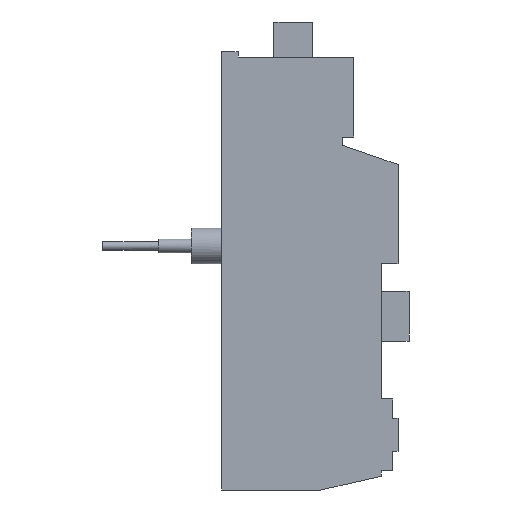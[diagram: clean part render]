
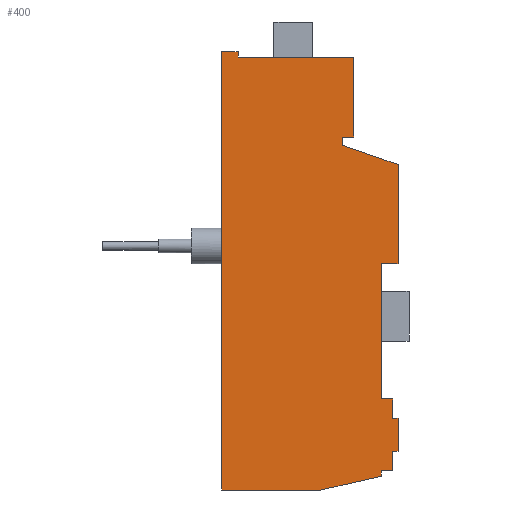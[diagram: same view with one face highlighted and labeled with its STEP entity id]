
A CAD part, left-side view. The second image highlights one B-rep face of the part: STEP entity #400.
In plain terms, the highlighted planar face has unit normal (-1, 0, 0).
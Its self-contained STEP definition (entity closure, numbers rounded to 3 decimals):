
#280=FACE_OUTER_BOUND('',#660,.T.);
#400=ADVANCED_FACE('',(#280),#519,.T.);
#519=PLANE('',#2566);
#660=EDGE_LOOP('',(#1159,#1160,#1161,#1162,#1163,#1164,#1165,#1166,#1167,
#1168,#1169,#1170,#1171,#1172,#1173,#1174,#1175,#1176,#1177,#1178,#1179));
#1159=ORIENTED_EDGE('',*,*,#1844,.F.);
#1160=ORIENTED_EDGE('',*,*,#1813,.F.);
#1161=ORIENTED_EDGE('',*,*,#1807,.F.);
#1162=ORIENTED_EDGE('',*,*,#1804,.F.);
#1163=ORIENTED_EDGE('',*,*,#1665,.F.);
#1164=ORIENTED_EDGE('',*,*,#1845,.F.);
#1165=ORIENTED_EDGE('',*,*,#1846,.F.);
#1166=ORIENTED_EDGE('',*,*,#1847,.F.);
#1167=ORIENTED_EDGE('',*,*,#1841,.F.);
#1168=ORIENTED_EDGE('',*,*,#1838,.F.);
#1169=ORIENTED_EDGE('',*,*,#1835,.F.);
#1170=ORIENTED_EDGE('',*,*,#1832,.F.);
#1171=ORIENTED_EDGE('',*,*,#1829,.F.);
#1172=ORIENTED_EDGE('',*,*,#1826,.F.);
#1173=ORIENTED_EDGE('',*,*,#1823,.F.);
#1174=ORIENTED_EDGE('',*,*,#1820,.F.);
#1175=ORIENTED_EDGE('',*,*,#1817,.F.);
#1176=ORIENTED_EDGE('',*,*,#1814,.F.);
#1177=ORIENTED_EDGE('',*,*,#1602,.F.);
#1178=ORIENTED_EDGE('',*,*,#1848,.F.);
#1179=ORIENTED_EDGE('',*,*,#1849,.F.);
#1380=VERTEX_POINT('',#3266);
#1381=VERTEX_POINT('',#3268);
#1437=VERTEX_POINT('',#3400);
#1438=VERTEX_POINT('',#3401);
#1521=VERTEX_POINT('',#3678);
#1523=VERTEX_POINT('',#3684);
#1526=VERTEX_POINT('',#3691);
#1527=VERTEX_POINT('',#3697);
#1529=VERTEX_POINT('',#3703);
#1531=VERTEX_POINT('',#3709);
#1533=VERTEX_POINT('',#3715);
#1535=VERTEX_POINT('',#3721);
#1537=VERTEX_POINT('',#3727);
#1539=VERTEX_POINT('',#3733);
#1541=VERTEX_POINT('',#3739);
#1543=VERTEX_POINT('',#3745);
#1545=VERTEX_POINT('',#3751);
#1547=VERTEX_POINT('',#3757);
#1548=VERTEX_POINT('',#3759);
#1549=VERTEX_POINT('',#3761);
#1550=VERTEX_POINT('',#3764);
#1602=EDGE_CURVE('',#1380,#1381,#1933,.T.);
#1665=EDGE_CURVE('',#1437,#1438,#1979,.T.);
#1804=EDGE_CURVE('',#1438,#1521,#2099,.T.);
#1807=EDGE_CURVE('',#1521,#1523,#2102,.T.);
#1813=EDGE_CURVE('',#1523,#1526,#2108,.T.);
#1814=EDGE_CURVE('',#1381,#1527,#2109,.T.);
#1817=EDGE_CURVE('',#1527,#1529,#2112,.T.);
#1820=EDGE_CURVE('',#1529,#1531,#2115,.T.);
#1823=EDGE_CURVE('',#1531,#1533,#2118,.T.);
#1826=EDGE_CURVE('',#1533,#1535,#2121,.T.);
#1829=EDGE_CURVE('',#1535,#1537,#2124,.T.);
#1832=EDGE_CURVE('',#1537,#1539,#2127,.T.);
#1835=EDGE_CURVE('',#1539,#1541,#2130,.T.);
#1838=EDGE_CURVE('',#1541,#1543,#2133,.T.);
#1841=EDGE_CURVE('',#1543,#1545,#2136,.T.);
#1844=EDGE_CURVE('',#1526,#1547,#2139,.T.);
#1845=EDGE_CURVE('',#1548,#1437,#2140,.T.);
#1846=EDGE_CURVE('',#1549,#1548,#2141,.T.);
#1847=EDGE_CURVE('',#1545,#1549,#2142,.T.);
#1848=EDGE_CURVE('',#1550,#1380,#2143,.T.);
#1849=EDGE_CURVE('',#1547,#1550,#2144,.T.);
#1933=LINE('',#3267,#2192);
#1979=LINE('',#3399,#2238);
#2099=LINE('',#3677,#2358);
#2102=LINE('',#3683,#2361);
#2108=LINE('',#3694,#2367);
#2109=LINE('',#3696,#2368);
#2112=LINE('',#3702,#2371);
#2115=LINE('',#3708,#2374);
#2118=LINE('',#3714,#2377);
#2121=LINE('',#3720,#2380);
#2124=LINE('',#3726,#2383);
#2127=LINE('',#3732,#2386);
#2130=LINE('',#3738,#2389);
#2133=LINE('',#3744,#2392);
#2136=LINE('',#3750,#2395);
#2139=LINE('',#3756,#2398);
#2140=LINE('',#3758,#2399);
#2141=LINE('',#3760,#2400);
#2142=LINE('',#3762,#2401);
#2143=LINE('',#3763,#2402);
#2144=LINE('',#3765,#2403);
#2192=VECTOR('',#2637,1.);
#2238=VECTOR('',#2743,1.);
#2358=VECTOR('',#3011,1.);
#2361=VECTOR('',#3016,1.);
#2367=VECTOR('',#3024,1.);
#2368=VECTOR('',#3027,1.);
#2371=VECTOR('',#3032,1.);
#2374=VECTOR('',#3037,1.);
#2377=VECTOR('',#3042,1.);
#2380=VECTOR('',#3047,1.);
#2383=VECTOR('',#3052,1.);
#2386=VECTOR('',#3057,1.);
#2389=VECTOR('',#3062,1.);
#2392=VECTOR('',#3067,1.);
#2395=VECTOR('',#3072,1.);
#2398=VECTOR('',#3077,1.);
#2399=VECTOR('',#3078,1.);
#2400=VECTOR('',#3079,1.);
#2401=VECTOR('',#3080,1.);
#2402=VECTOR('',#3081,1.);
#2403=VECTOR('',#3082,1.);
#2566=AXIS2_PLACEMENT_3D('',#3766,#3083,#3084);
#2637=DIRECTION('',(0.,0.,-1.));
#2743=DIRECTION('',(0.,-1.,0.));
#3011=DIRECTION('',(0.,0.,-1.));
#3016=DIRECTION('',(0.,1.,0.));
#3024=DIRECTION('',(0.,0.,-1.));
#3027=DIRECTION('',(0.,-1.,0.));
#3032=DIRECTION('',(0.,0.,-1.));
#3037=DIRECTION('',(0.,-1.,0.));
#3042=DIRECTION('',(0.,0.,-1.));
#3047=DIRECTION('',(0.,1.,0.));
#3052=DIRECTION('',(0.,0.,-1.));
#3057=DIRECTION('',(0.,1.,0.));
#3062=DIRECTION('',(0.,0.,-1.));
#3067=DIRECTION('',(0.,0.975,-0.222));
#3072=DIRECTION('',(0.,1.,0.));
#3077=DIRECTION('',(0.,-0.944,-0.33));
#3078=DIRECTION('',(0.,0.,-1.));
#3079=DIRECTION('',(0.,-1.,0.));
#3080=DIRECTION('',(0.,0.,1.));
#3081=DIRECTION('',(0.,1.,0.));
#3082=DIRECTION('',(0.,0.,-1.));
#3083=DIRECTION('',(-1.,0.,0.));
#3084=DIRECTION('',(0.,0.,-1.));
#3266=CARTESIAN_POINT('',(0.,-29.,41.));
#3267=CARTESIAN_POINT('',(0.,-29.,49.));
#3268=CARTESIAN_POINT('',(0.,-29.,16.5));
#3399=CARTESIAN_POINT('',(0.,-3.,78.5));
#3400=CARTESIAN_POINT('',(0.,-3.,78.5));
#3401=CARTESIAN_POINT('',(0.,-24.,78.5));
#3677=CARTESIAN_POINT('',(0.,-24.,78.5));
#3678=CARTESIAN_POINT('',(0.,-24.,64.));
#3683=CARTESIAN_POINT('',(0.,-24.,64.));
#3684=CARTESIAN_POINT('',(0.,-22.,64.));
#3691=CARTESIAN_POINT('',(0.,-22.,62.5));
#3694=CARTESIAN_POINT('',(0.,-22.,64.));
#3696=CARTESIAN_POINT('',(0.,-29.,16.5));
#3697=CARTESIAN_POINT('',(0.,-31.,16.5));
#3702=CARTESIAN_POINT('',(0.,-31.,16.5));
#3703=CARTESIAN_POINT('',(0.,-31.,13.));
#3708=CARTESIAN_POINT('',(0.,-31.,13.));
#3709=CARTESIAN_POINT('',(0.,-32.,13.));
#3714=CARTESIAN_POINT('',(0.,-32.,13.));
#3715=CARTESIAN_POINT('',(0.,-32.,7.));
#3720=CARTESIAN_POINT('',(0.,-32.,7.));
#3721=CARTESIAN_POINT('',(0.,-31.,7.));
#3726=CARTESIAN_POINT('',(0.,-31.,7.));
#3727=CARTESIAN_POINT('',(0.,-31.,3.5));
#3732=CARTESIAN_POINT('',(0.,-31.,3.5));
#3733=CARTESIAN_POINT('',(0.,-29.,3.5));
#3738=CARTESIAN_POINT('',(0.,-29.,3.5));
#3739=CARTESIAN_POINT('',(0.,-29.,2.5));
#3744=CARTESIAN_POINT('',(0.,-29.,2.5));
#3745=CARTESIAN_POINT('',(0.,-18.,0.));
#3750=CARTESIAN_POINT('',(0.,-18.,0.));
#3751=CARTESIAN_POINT('',(0.,0.,0.));
#3756=CARTESIAN_POINT('',(0.,-22.,62.5));
#3757=CARTESIAN_POINT('',(0.,-32.,59.));
#3758=CARTESIAN_POINT('',(0.,-3.,79.5));
#3759=CARTESIAN_POINT('',(0.,-3.,79.5));
#3760=CARTESIAN_POINT('',(0.,0.,79.5));
#3761=CARTESIAN_POINT('',(0.,0.,79.5));
#3762=CARTESIAN_POINT('',(0.,0.,0.));
#3763=CARTESIAN_POINT('',(0.,-32.,41.));
#3764=CARTESIAN_POINT('',(0.,-32.,41.));
#3765=CARTESIAN_POINT('',(0.,-32.,59.));
#3766=CARTESIAN_POINT('',(0.,-15.719,38.531));
